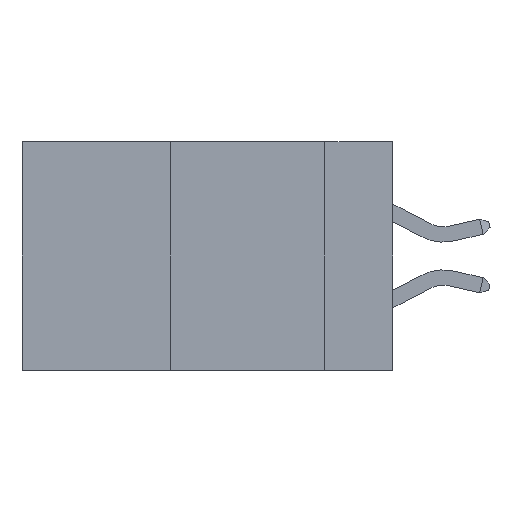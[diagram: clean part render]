
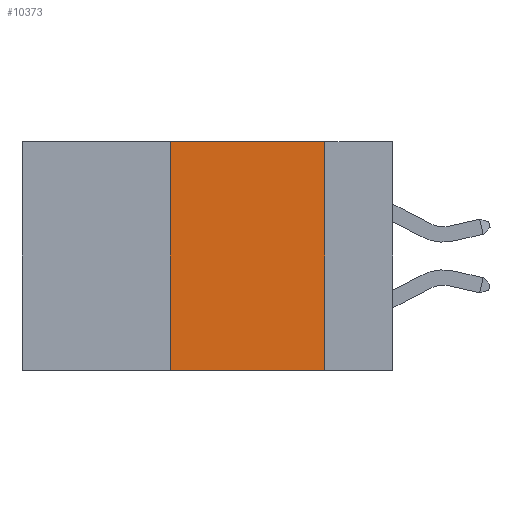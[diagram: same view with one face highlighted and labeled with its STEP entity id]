
A CAD part, left-side view. The second image highlights one B-rep face of the part: STEP entity #10373.
In plain terms, the highlighted planar face has unit normal (-1, 0, 0).
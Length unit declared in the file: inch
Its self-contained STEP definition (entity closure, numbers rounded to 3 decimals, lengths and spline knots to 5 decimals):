
#1564 = EDGE_CURVE ( 'NONE', #24012, #8101, #18913, .T. ) ;
#1637 = VECTOR ( 'NONE', #27974, 39.37008 ) ;
#4230 = ORIENTED_EDGE ( 'NONE', *, *, #10522, .F. ) ;
#6547 = DIRECTION ( 'NONE',  ( 0., -1., 0. ) ) ;
#7264 = EDGE_LOOP ( 'NONE', ( #4230, #8289, #20087, #8334 ) ) ;
#7447 = CARTESIAN_POINT ( 'NONE',  ( 0., 0.11, -0.37 ) ) ;
#8101 = VERTEX_POINT ( 'NONE', #22998 ) ;
#8289 = ORIENTED_EDGE ( 'NONE', *, *, #27051, .F. ) ;
#8334 = ORIENTED_EDGE ( 'NONE', *, *, #22360, .T. ) ;
#8757 = LINE ( 'NONE', #28604, #1637 ) ;
#10373 = ADVANCED_FACE ( 'NONE', ( #39824 ), #23351, .F. ) ;
#10522 = EDGE_CURVE ( 'NONE', #35765, #16902, #15851, .T. ) ;
#10564 = DIRECTION ( 'NONE',  ( 0., 0., -1. ) ) ;
#11777 = VECTOR ( 'NONE', #6547, 39.37008 ) ;
#15010 = DIRECTION ( 'NONE',  ( 0., 0., -1. ) ) ;
#15851 = LINE ( 'NONE', #41081, #39810 ) ;
#16902 = VERTEX_POINT ( 'NONE', #7447 ) ;
#18913 = LINE ( 'NONE', #37156, #35651 ) ;
#20087 = ORIENTED_EDGE ( 'NONE', *, *, #1564, .F. ) ;
#22360 = EDGE_CURVE ( 'NONE', #24012, #16902, #8757, .T. ) ;
#22998 = CARTESIAN_POINT ( 'NONE',  ( 0., 0.36, 0. ) ) ;
#23351 = PLANE ( 'NONE',  #30904 ) ;
#24012 = VERTEX_POINT ( 'NONE', #40348 ) ;
#27051 = EDGE_CURVE ( 'NONE', #8101, #35765, #35819, .T. ) ;
#27974 = DIRECTION ( 'NONE',  ( 0., -1., 0. ) ) ;
#28604 = CARTESIAN_POINT ( 'NONE',  ( 0., 0.6, -0.37 ) ) ;
#28731 = DIRECTION ( 'NONE',  ( 0., 0., 1. ) ) ;
#29567 = DIRECTION ( 'NONE',  ( 1., 0., 0. ) ) ;
#30904 = AXIS2_PLACEMENT_3D ( 'NONE', #36406, #29567, #10564 ) ;
#32443 = CARTESIAN_POINT ( 'NONE',  ( 0., 0.11, 0. ) ) ;
#35651 = VECTOR ( 'NONE', #28731, 39.37008 ) ;
#35765 = VERTEX_POINT ( 'NONE', #32443 ) ;
#35819 = LINE ( 'NONE', #38387, #11777 ) ;
#36406 = CARTESIAN_POINT ( 'NONE',  ( 0., 0.6, 0. ) ) ;
#37156 = CARTESIAN_POINT ( 'NONE',  ( 0., 0.36, 0. ) ) ;
#38387 = CARTESIAN_POINT ( 'NONE',  ( 0., 0.6, 0. ) ) ;
#39810 = VECTOR ( 'NONE', #15010, 39.37008 ) ;
#39824 = FACE_OUTER_BOUND ( 'NONE', #7264, .T. ) ;
#40348 = CARTESIAN_POINT ( 'NONE',  ( 0., 0.36, -0.37 ) ) ;
#41081 = CARTESIAN_POINT ( 'NONE',  ( 0., 0.11, 0. ) ) ;
